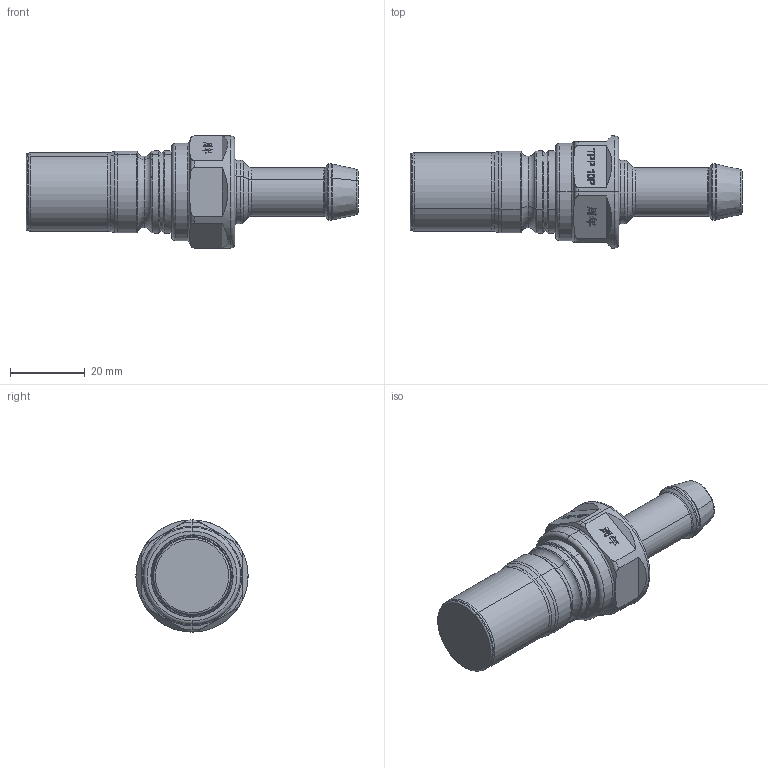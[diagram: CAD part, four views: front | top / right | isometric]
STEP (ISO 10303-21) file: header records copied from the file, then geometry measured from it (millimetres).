
FILE_DESCRIPTION (( 'STEP AP203' ), '1' );
FILE_NAME ('TPP 10P H13-SS.STEP', '2025-01-21T00:59:14', ( 'Windows 蚚誧' ), ( '' ), 'SwSTEP 2.0', 'SolidWorks 2023', '' );
FILE_SCHEMA (( 'CONFIG_CONTROL_DESIGN' ));
Length unit declared in the file: millimetre
Products named in the file (1): TPP 10P H13-SS
Bounding box: 88.85 x 30 x 30 mm (x, y, z)
Volume: 28773.2 mm3; surface area: 6768.4 mm2
Topology: 1 solids, 1 shells, 346 faces, 883 edges, 572 vertices
Faces by surface type: plane 185, bspline 68, torus 43, cylinder 34, cone 16
Entity records: 11584 total; most frequent: CARTESIAN_POINT 3883, ORIENTED_EDGE 1766, DIRECTION 1262, EDGE_CURVE 883, VERTEX_POINT 572, AXIS2_PLACEMENT_3D 452, EDGE_LOOP 379, LINE 358
